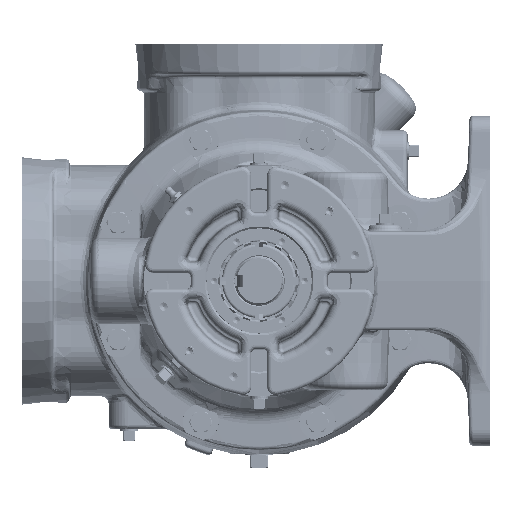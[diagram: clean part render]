
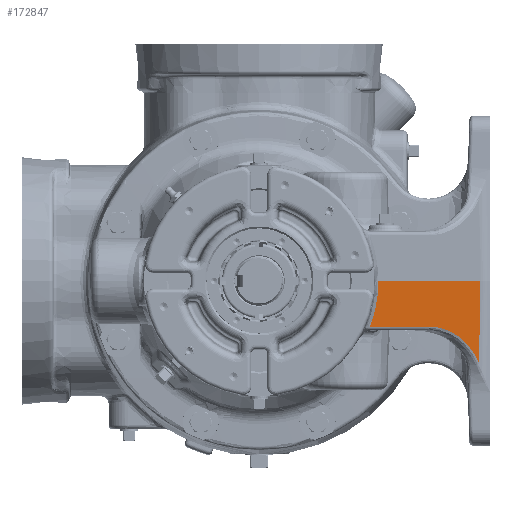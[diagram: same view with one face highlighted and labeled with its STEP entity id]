
A CAD part, left-side view. The second image highlights one B-rep face of the part: STEP entity #172847.
In plain terms, the highlighted planar face has unit normal (-0.642, -0.766, -0.035).
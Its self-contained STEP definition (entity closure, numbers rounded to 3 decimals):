
#5433 = ORIENTED_EDGE ( 'NONE', *, *, #134683, .F. ) ;
#28915 = ORIENTED_EDGE ( 'NONE', *, *, #214442, .T. ) ;
#36081 = PLANE ( 'NONE',  #305561 ) ;
#47033 = CARTESIAN_POINT ( 'NONE',  ( -149.757, -169.359, -63.389 ) ) ;
#58806 = DIRECTION ( 'NONE',  ( -0.642, -0.766, -0.035 ) ) ;
#61548 = VECTOR ( 'NONE', #67138, 1000. ) ;
#65255 = DIRECTION ( 'NONE',  ( 0.766, -0.643, 0. ) ) ;
#67138 = DIRECTION ( 'NONE',  ( 0.766, -0.643, 0. ) ) ;
#78940 = ORIENTED_EDGE ( 'NONE', *, *, #253868, .T. ) ;
#80037 = CARTESIAN_POINT ( 'NONE',  ( -251.307, -85.435, -35.158 ) ) ;
#92952 = CARTESIAN_POINT ( 'NONE',  ( -244.95, -91.824, -12.04 ) ) ;
#96155 = CARTESIAN_POINT ( 'NONE',  ( -246.892, -89.654, -23.882 ) ) ;
#96239 = VERTEX_POINT ( 'NONE', #227230 ) ;
#96323 = LINE ( 'NONE', #195437, #61548 ) ;
#99151 =( BOUNDED_CURVE ( )  B_SPLINE_CURVE ( 3, ( #287801, #92952, #96155, #266667 ),
 .UNSPECIFIED., .F., .T. ) 
 B_SPLINE_CURVE_WITH_KNOTS ( ( 4, 4 ),
 ( 3.1, 3.454 ),
 .UNSPECIFIED. ) 
 CURVE ( )  GEOMETRIC_REPRESENTATION_ITEM ( )  RATIONAL_B_SPLINE_CURVE ( ( 1., 0.99, 0.99, 1. ) ) 
 REPRESENTATION_ITEM ( '' )  );
#111183 = LINE ( 'NONE', #278502, #170687 ) ;
#126121 = CARTESIAN_POINT ( 'NONE',  ( -159.408, -162.074, -45.545 ) ) ;
#129202 = DIRECTION ( 'NONE',  ( 0.766, -0.643, 0. ) ) ;
#134683 = EDGE_CURVE ( 'NONE', #305078, #204696, #111183, .T. ) ;
#147425 = CARTESIAN_POINT ( 'NONE',  ( -151.971, -170.391, 0. ) ) ;
#150935 = EDGE_CURVE ( 'NONE', #305078, #228252, #99151, .T. ) ;
#170687 = VECTOR ( 'NONE', #129202, 1000. ) ;
#172847 = ADVANCED_FACE ( 'Defeatured_0_5389', ( #312059 ), #36081, .T. ) ;
#179481 = DIRECTION ( 'NONE',  ( -0.035, -0.016, 0.999 ) ) ;
#182839 = ORIENTED_EDGE ( 'NONE', *, *, #150935, .T. ) ;
#182840 = CARTESIAN_POINT ( 'NONE',  ( -176.835, -147.926, -35.158 ) ) ;
#184272 = LINE ( 'NONE', #301197, #310163 ) ;
#195437 = CARTESIAN_POINT ( 'NONE',  ( -136.135, -182.077, -35.158 ) ) ;
#197779 =( BOUNDED_CURVE ( )  B_SPLINE_CURVE ( 3, ( #207213, #182840, #126121, #47033 ),
 .UNSPECIFIED., .F., .F. ) 
 B_SPLINE_CURVE_WITH_KNOTS ( ( 4, 4 ),
 ( 1.625, 2.7 ),
 .UNSPECIFIED. ) 
 CURVE ( )  GEOMETRIC_REPRESENTATION_ITEM ( )  RATIONAL_B_SPLINE_CURVE ( ( 1., 0.906, 0.906, 1. ) ) 
 REPRESENTATION_ITEM ( '' )  );
#204696 = VERTEX_POINT ( 'NONE', #147425 ) ;
#207213 = CARTESIAN_POINT ( 'NONE',  ( -197.121, -130.903, -35.158 ) ) ;
#214442 = EDGE_CURVE ( 'NONE', #96239, #245644, #197779, .T. ) ;
#227230 = CARTESIAN_POINT ( 'NONE',  ( -197.121, -130.903, -35.158 ) ) ;
#228252 = VERTEX_POINT ( 'NONE', #80037 ) ;
#245644 = VERTEX_POINT ( 'NONE', #310974 ) ;
#253868 = EDGE_CURVE ( 'NONE', #228252, #96239, #96323, .T. ) ;
#258008 = ORIENTED_EDGE ( 'NONE', *, *, #306967, .T. ) ;
#266667 = CARTESIAN_POINT ( 'NONE',  ( -251.307, -85.435, -35.158 ) ) ;
#268032 = EDGE_LOOP ( 'NONE', ( #5433, #182839, #78940, #28915, #258008 ) ) ;
#278502 = CARTESIAN_POINT ( 'NONE',  ( -136.924, -183.017, 0. ) ) ;
#287688 = CARTESIAN_POINT ( 'NONE',  ( -136.924, -183.017, 0. ) ) ;
#287801 = CARTESIAN_POINT ( 'NONE',  ( -245.542, -91.876, 0. ) ) ;
#301197 = CARTESIAN_POINT ( 'NONE',  ( -151.967, -170.39, -0.096 ) ) ;
#301351 = CARTESIAN_POINT ( 'NONE',  ( -245.542, -91.876, 0. ) ) ;
#305078 = VERTEX_POINT ( 'NONE', #301351 ) ;
#305561 = AXIS2_PLACEMENT_3D ( 'NONE', #287688, #58806, #65255 ) ;
#306967 = EDGE_CURVE ( 'NONE', #245644, #204696, #184272, .T. ) ;
#310163 = VECTOR ( 'NONE', #179481, 1000. ) ;
#310974 = CARTESIAN_POINT ( 'NONE',  ( -149.757, -169.359, -63.389 ) ) ;
#312059 = FACE_OUTER_BOUND ( 'NONE', #268032, .T. ) ;
